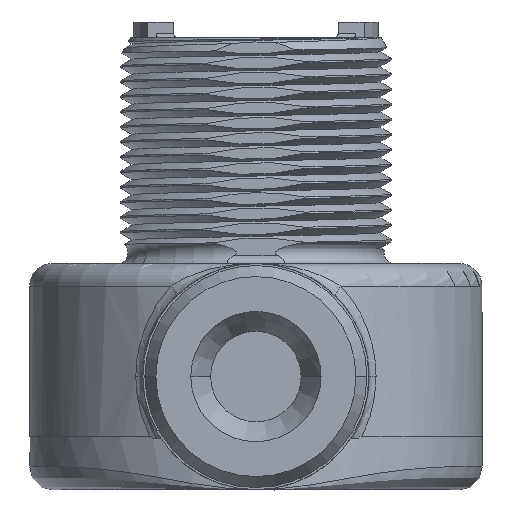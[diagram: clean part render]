
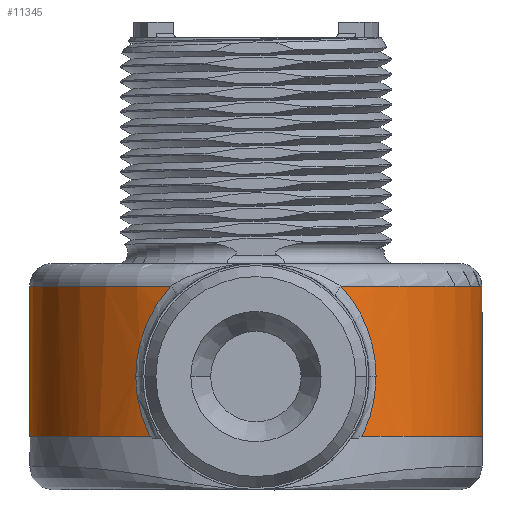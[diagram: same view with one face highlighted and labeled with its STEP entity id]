
A CAD part, front view. The second image highlights one B-rep face of the part: STEP entity #11345.
In plain terms, the highlighted cylindrical face has radius 15 mm (diameter 30 mm), a partial arc.
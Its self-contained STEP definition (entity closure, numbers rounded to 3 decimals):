
#4930=CARTESIAN_POINT('',(5.645,-13.897,
-1.5));
#4964=CARTESIAN_POINT('',(0.,0.,-11.468));
#4965=DIRECTION('',(0.,0.,1.));
#4966=DIRECTION('',(0.47,-0.883,0.));
#4967=AXIS2_PLACEMENT_3D('',#4964,#4965,#4966);
#4969=CARTESIAN_POINT('',(7.047,-13.241,-11.468));
#4970=CARTESIAN_POINT('',(7.111,-13.208,
-11.339));
#4971=CARTESIAN_POINT('',(7.231,-13.142,
-11.08));
#4972=CARTESIAN_POINT('',(7.391,-13.053,
-10.686));
#4973=CARTESIAN_POINT('',(7.531,-12.973,
-10.289));
#4974=CARTESIAN_POINT('',(7.651,-12.902,
-9.889));
#4975=CARTESIAN_POINT('',(7.751,-12.842,
-9.489));
#4976=CARTESIAN_POINT('',(7.831,-12.793,
-9.088));
#4977=CARTESIAN_POINT('',(7.893,-12.755,
-8.689));
#4978=CARTESIAN_POINT('',(7.937,-12.728,
-8.29));
#4979=CARTESIAN_POINT('',(7.963,-12.712,
-7.894));
#4980=CARTESIAN_POINT('',(7.969,-12.708,
-7.631));
#4981=CARTESIAN_POINT('',(7.969,-12.708,
-7.5));
#4983=CARTESIAN_POINT('',(7.969,-12.708,
-7.5));
#4984=CARTESIAN_POINT('',(7.969,-12.708,
-7.363));
#4985=CARTESIAN_POINT('',(7.962,-12.712,
-7.089));
#4986=CARTESIAN_POINT('',(7.934,-12.73,
-6.674));
#4987=CARTESIAN_POINT('',(7.886,-12.76,
-6.256));
#4988=CARTESIAN_POINT('',(7.818,-12.801,
-5.838));
#4989=CARTESIAN_POINT('',(7.729,-12.855,
-5.418));
#4990=CARTESIAN_POINT('',(7.62,-12.921,
-4.999));
#4991=CARTESIAN_POINT('',(7.488,-12.998,
-4.58));
#4992=CARTESIAN_POINT('',(7.334,-13.085,
-4.165));
#4993=CARTESIAN_POINT('',(7.157,-13.183,
-3.754));
#4994=CARTESIAN_POINT('',(6.958,-13.289,
-3.348));
#4995=CARTESIAN_POINT('',(6.736,-13.403,
-2.951));
#4996=CARTESIAN_POINT('',(6.493,-13.523,
-2.565));
#4997=CARTESIAN_POINT('',(6.23,-13.646,
-2.193));
#4998=CARTESIAN_POINT('',(5.947,-13.772,
-1.836));
#4999=CARTESIAN_POINT('',(5.747,-13.856,
-1.61));
#5000=CARTESIAN_POINT('',(5.645,-13.897,
-1.5));
#5002=CARTESIAN_POINT('',(0.,0.,-1.5));
#5003=DIRECTION('',(0.,0.,-1.));
#5004=DIRECTION('',(-1.,0.,0.));
#5005=AXIS2_PLACEMENT_3D('',#5002,#5003,#5004);
#5007=CARTESIAN_POINT('',(0.,0.,-1.5));
#5008=DIRECTION('',(0.,0.,-1.));
#5009=DIRECTION('',(-0.376,-0.926,0.));
#5010=AXIS2_PLACEMENT_3D('',#5007,#5008,#5009);
#5012=CARTESIAN_POINT('',(-5.644,-13.897,
-1.5));
#5013=CARTESIAN_POINT('',(-5.747,-13.856,
-1.61));
#5014=CARTESIAN_POINT('',(-5.947,-13.772,
-1.836));
#5015=CARTESIAN_POINT('',(-6.23,-13.646,
-2.193));
#5016=CARTESIAN_POINT('',(-6.493,-13.523,
-2.565));
#5017=CARTESIAN_POINT('',(-6.736,-13.403,
-2.951));
#5018=CARTESIAN_POINT('',(-6.958,-13.289,
-3.348));
#5019=CARTESIAN_POINT('',(-7.157,-13.183,
-3.754));
#5020=CARTESIAN_POINT('',(-7.334,-13.085,-4.165));
#5021=CARTESIAN_POINT('',(-7.488,-12.998,
-4.58));
#5022=CARTESIAN_POINT('',(-7.619,-12.921,
-4.998));
#5023=CARTESIAN_POINT('',(-7.729,-12.855,
-5.417));
#5024=CARTESIAN_POINT('',(-7.818,-12.802,
-5.837));
#5025=CARTESIAN_POINT('',(-7.886,-12.76,
-6.256));
#5026=CARTESIAN_POINT('',(-7.934,-12.73,
-6.674));
#5027=CARTESIAN_POINT('',(-7.962,-12.712,
-7.089));
#5028=CARTESIAN_POINT('',(-7.969,-12.708,
-7.363));
#5029=CARTESIAN_POINT('',(-7.969,-12.708,
-7.5));
#5031=CARTESIAN_POINT('',(-7.969,-12.708,
-7.5));
#5032=CARTESIAN_POINT('',(-7.969,-12.708,
-7.631));
#5033=CARTESIAN_POINT('',(-7.963,-12.712,
-7.894));
#5034=CARTESIAN_POINT('',(-7.937,-12.728,
-8.291));
#5035=CARTESIAN_POINT('',(-7.893,-12.755,
-8.689));
#5036=CARTESIAN_POINT('',(-7.831,-12.793,
-9.089));
#5037=CARTESIAN_POINT('',(-7.751,-12.843,
-9.49));
#5038=CARTESIAN_POINT('',(-7.651,-12.902,
-9.89));
#5039=CARTESIAN_POINT('',(-7.531,-12.973,
-10.29));
#5040=CARTESIAN_POINT('',(-7.391,-13.053,
-10.687));
#5041=CARTESIAN_POINT('',(-7.231,-13.142,
-11.08));
#5042=CARTESIAN_POINT('',(-7.111,-13.208,
-11.339));
#5043=CARTESIAN_POINT('',(-7.047,-13.241,-11.468));
#7511=CARTESIAN_POINT('',(-15.,0.,-1.5));
#7513=VERTEX_POINT('',#7511);
#7544=VERTEX_POINT('',#4930);
#7547=VERTEX_POINT('',#4983);
#7552=VERTEX_POINT('',#5012);
#7553=VERTEX_POINT('',#5029);
#7872=CARTESIAN_POINT('',(7.047,-13.241,-11.468));
#7873=CARTESIAN_POINT('',(-7.047,-13.241,-11.468));
#7874=VERTEX_POINT('',#7872);
#7875=VERTEX_POINT('',#7873);
#11326=CARTESIAN_POINT('',(0.,0.,-16.5));
#11327=DIRECTION('',(0.,0.,1.));
#11328=DIRECTION('',(1.,0.,0.));
#11329=AXIS2_PLACEMENT_3D('',#11326,#11327,#11328);
#11330=CYLINDRICAL_SURFACE('',#11329,15.);
#11332=ORIENTED_EDGE('',*,*,#11331,.F.);
#11334=ORIENTED_EDGE('',*,*,#11333,.T.);
#11335=ORIENTED_EDGE('',*,*,#11316,.T.);
#11336=ORIENTED_EDGE('',*,*,#11201,.F.);
#11338=ORIENTED_EDGE('',*,*,#11337,.F.);
#11340=ORIENTED_EDGE('',*,*,#11339,.T.);
#11342=ORIENTED_EDGE('',*,*,#11341,.T.);
#11343=EDGE_LOOP('',(#11332,#11334,#11335,#11336,#11338,#11340,#11342));
#11344=FACE_OUTER_BOUND('',#11343,.F.);
#11345=ADVANCED_FACE('',(#11344),#11330,.T.);
#4968=CIRCLE('',#4967,15.);
#4982=B_SPLINE_CURVE_WITH_KNOTS('',3,(#4969,#4970,#4971,#4972,#4973,#4974,#4975,
#4976,#4977,#4978,#4979,#4980,#4981),.UNSPECIFIED.,.F.,.F.,(4,1,1,1,1,1,1,1,1,1,
4),(0.,0.1,0.2,0.3,0.4,0.5,0.6,0.7,0.8,0.9,1.),
.UNSPECIFIED.);
#5001=B_SPLINE_CURVE_WITH_KNOTS('',3,(#4983,#4984,#4985,#4986,#4987,#4988,#4989,
#4990,#4991,#4992,#4993,#4994,#4995,#4996,#4997,#4998,#4999,#5000),
.UNSPECIFIED.,.F.,.F.,(4,1,1,1,1,1,1,1,1,1,1,1,1,1,1,4),(0.,0.067,
0.133,0.2,0.267,0.333,0.4,
0.467,0.533,0.6,0.667,0.733,
0.8,0.867,0.933,1.),.UNSPECIFIED.);
#5006=CIRCLE('',#5005,15.);
#5011=CIRCLE('',#5010,15.);
#5030=B_SPLINE_CURVE_WITH_KNOTS('',3,(#5012,#5013,#5014,#5015,#5016,#5017,#5018,
#5019,#5020,#5021,#5022,#5023,#5024,#5025,#5026,#5027,#5028,#5029),
.UNSPECIFIED.,.F.,.F.,(4,1,1,1,1,1,1,1,1,1,1,1,1,1,1,4),(0.,0.067,
0.133,0.2,0.267,0.333,0.4,
0.467,0.533,0.6,0.667,0.733,
0.8,0.867,0.933,1.),.UNSPECIFIED.);
#5044=B_SPLINE_CURVE_WITH_KNOTS('',3,(#5031,#5032,#5033,#5034,#5035,#5036,#5037,
#5038,#5039,#5040,#5041,#5042,#5043),.UNSPECIFIED.,.F.,.F.,(4,1,1,1,1,1,1,1,1,1,
4),(0.,0.1,0.2,0.3,0.4,0.5,0.6,0.7,0.8,0.9,1.),
.UNSPECIFIED.);
#11201=EDGE_CURVE('',#7513,#7544,#5006,.T.);
#11316=EDGE_CURVE('',#7547,#7544,#5001,.T.);
#11331=EDGE_CURVE('',#7874,#7875,#4968,.T.);
#11333=EDGE_CURVE('',#7874,#7547,#4982,.T.);
#11337=EDGE_CURVE('',#7552,#7513,#5011,.T.);
#11339=EDGE_CURVE('',#7552,#7553,#5030,.T.);
#11341=EDGE_CURVE('',#7553,#7875,#5044,.T.);
